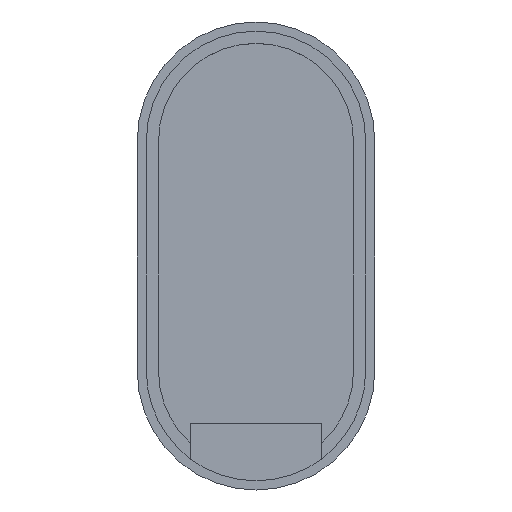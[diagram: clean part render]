
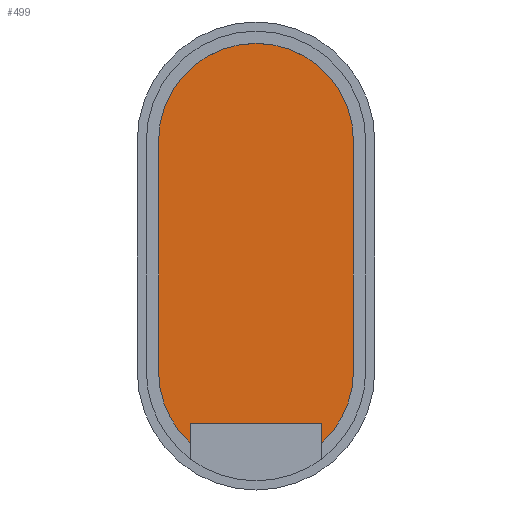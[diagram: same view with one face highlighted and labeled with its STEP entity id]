
A CAD part, top view. The second image highlights one B-rep face of the part: STEP entity #499.
In plain terms, the highlighted planar face has unit normal (0, 0, 1).
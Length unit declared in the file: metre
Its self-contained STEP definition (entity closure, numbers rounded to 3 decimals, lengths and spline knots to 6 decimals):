
#34=CIRCLE('',#551,0.02);
#35=CIRCLE('',#552,0.02);
#36=CIRCLE('',#553,0.02);
#65=ORIENTED_EDGE('',*,*,#215,.F.);
#66=ORIENTED_EDGE('',*,*,#216,.T.);
#67=ORIENTED_EDGE('',*,*,#217,.T.);
#68=ORIENTED_EDGE('',*,*,#218,.F.);
#69=ORIENTED_EDGE('',*,*,#219,.T.);
#70=ORIENTED_EDGE('',*,*,#220,.F.);
#71=ORIENTED_EDGE('',*,*,#221,.T.);
#72=ORIENTED_EDGE('',*,*,#222,.F.);
#215=EDGE_CURVE('',#290,#291,#332,.T.);
#216=EDGE_CURVE('',#290,#292,#333,.T.);
#217=EDGE_CURVE('',#292,#293,#334,.T.);
#218=EDGE_CURVE('',#294,#293,#34,.T.);
#219=EDGE_CURVE('',#294,#295,#335,.T.);
#220=EDGE_CURVE('',#296,#295,#35,.T.);
#221=EDGE_CURVE('',#296,#297,#336,.T.);
#222=EDGE_CURVE('',#291,#297,#36,.T.);
#290=VERTEX_POINT('',#786);
#291=VERTEX_POINT('',#787);
#292=VERTEX_POINT('',#789);
#293=VERTEX_POINT('',#791);
#294=VERTEX_POINT('',#793);
#295=VERTEX_POINT('',#795);
#296=VERTEX_POINT('',#797);
#297=VERTEX_POINT('',#799);
#332=LINE('',#785,#378);
#333=LINE('',#788,#379);
#334=LINE('',#790,#380);
#335=LINE('',#794,#381);
#336=LINE('',#798,#382);
#378=VECTOR('',#622,1.);
#379=VECTOR('',#623,1.);
#380=VECTOR('',#624,1.);
#381=VECTOR('',#627,1.);
#382=VECTOR('',#630,1.);
#422=EDGE_LOOP('',(#65,#66,#67,#68,#69,#70,#71,#72));
#453=FACE_BOUND('',#422,.T.);
#483=PLANE('',#550);
#499=ADVANCED_FACE('',(#453),#483,.F.);
#550=AXIS2_PLACEMENT_3D('',#784,#620,#621);
#551=AXIS2_PLACEMENT_3D('',#792,#625,#626);
#552=AXIS2_PLACEMENT_3D('',#796,#628,#629);
#553=AXIS2_PLACEMENT_3D('',#800,#631,#632);
#620=DIRECTION('',(0.,0.,-1.));
#621=DIRECTION('',(1.,0.,0.));
#622=DIRECTION('',(0.,-1.,0.));
#623=DIRECTION('',(1.,0.,0.));
#624=DIRECTION('',(0.,-1.,0.));
#625=DIRECTION('',(0.,0.,-1.));
#626=DIRECTION('',(-1.,0.,0.));
#627=DIRECTION('',(0.,1.,0.));
#628=DIRECTION('',(0.,0.,-1.));
#629=DIRECTION('',(-1.,0.,0.));
#630=DIRECTION('',(0.,-1.,0.));
#631=DIRECTION('',(0.,0.,-1.));
#632=DIRECTION('',(-1.,0.,0.));
#784=CARTESIAN_POINT('',(0.,-0.023642,-0.008));
#785=CARTESIAN_POINT('',(-0.013462,-0.023642,-0.008));
#786=CARTESIAN_POINT('',(-0.013462,-0.057931,-0.008));
#787=CARTESIAN_POINT('',(-0.013462,-0.062075,-0.008));
#788=CARTESIAN_POINT('',(0.,-0.057931,-0.008));
#789=CARTESIAN_POINT('',(0.013462,-0.057931,-0.008));
#790=CARTESIAN_POINT('',(0.013462,-0.023642,-0.008));
#791=CARTESIAN_POINT('',(0.013462,-0.062075,-0.008));
#792=CARTESIAN_POINT('',(0.,-0.047284,-0.008));
#793=CARTESIAN_POINT('',(0.02,-0.047284,-0.008));
#794=CARTESIAN_POINT('',(0.02,-0.023642,-0.008));
#795=CARTESIAN_POINT('',(0.02,0.,-0.008));
#796=CARTESIAN_POINT('',(0.,0.,-0.008));
#797=CARTESIAN_POINT('',(-0.02,0.,-0.008));
#798=CARTESIAN_POINT('',(-0.02,-0.023642,-0.008));
#799=CARTESIAN_POINT('',(-0.02,-0.047284,-0.008));
#800=CARTESIAN_POINT('',(0.,-0.047284,-0.008));
